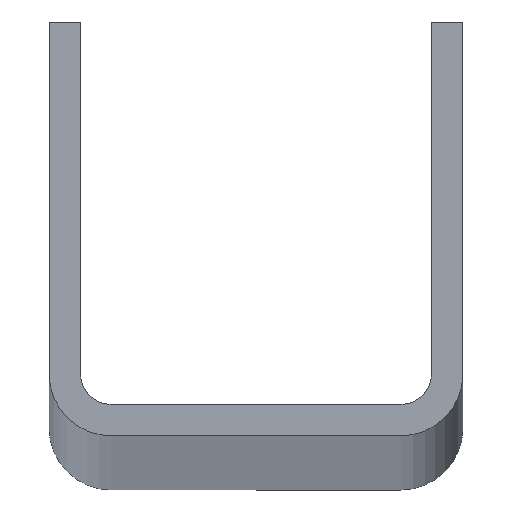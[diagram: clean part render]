
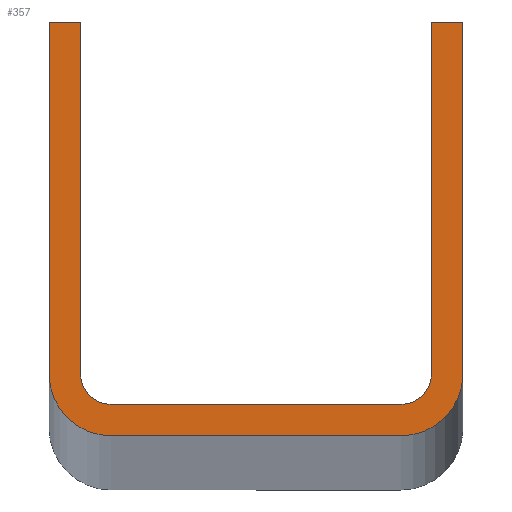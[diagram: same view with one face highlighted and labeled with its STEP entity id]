
A CAD part, top view. The second image highlights one B-rep face of the part: STEP entity #357.
In plain terms, the highlighted planar face has unit normal (0, 0, 1).
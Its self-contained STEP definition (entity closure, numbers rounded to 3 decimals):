
#7 = VERTEX_POINT ( 'NONE', #200 ) ;
#13 = CIRCLE ( 'NONE', #299, 6. ) ;
#23 = DIRECTION ( 'NONE',  ( -1., 0., 0. ) ) ;
#40 = ORIENTED_EDGE ( 'NONE', *, *, #75, .T. ) ;
#43 = VERTEX_POINT ( 'NONE', #348 ) ;
#47 = VERTEX_POINT ( 'NONE', #235 ) ;
#54 = VERTEX_POINT ( 'NONE', #237 ) ;
#58 = VERTEX_POINT ( 'NONE', #276 ) ;
#60 = PLANE ( 'NONE',  #318 ) ;
#72 = DIRECTION ( 'NONE',  ( -1., 0., 0. ) ) ;
#73 = CARTESIAN_POINT ( 'NONE',  ( 17., 40., 3000. ) ) ;
#75 = EDGE_CURVE ( 'NONE', #54, #295, #184, .T. ) ;
#79 = LINE ( 'NONE', #324, #464 ) ;
#81 = DIRECTION ( 'NONE',  ( -1., 0., 0. ) ) ;
#86 = AXIS2_PLACEMENT_3D ( 'NONE', #446, #211, #72 ) ;
#89 = VERTEX_POINT ( 'NONE', #250 ) ;
#92 = VECTOR ( 'NONE', #317, 1000. ) ;
#105 = CARTESIAN_POINT ( 'NONE',  ( -20., 40., 3000. ) ) ;
#110 = ORIENTED_EDGE ( 'NONE', *, *, #400, .T. ) ;
#115 = DIRECTION ( 'NONE',  ( 0., -1., 0. ) ) ;
#123 = ORIENTED_EDGE ( 'NONE', *, *, #316, .T. ) ;
#124 = EDGE_CURVE ( 'NONE', #89, #43, #208, .T. ) ;
#126 = DIRECTION ( 'NONE',  ( 0., 0., -1. ) ) ;
#134 = CARTESIAN_POINT ( 'NONE',  ( 14., 6., 3000. ) ) ;
#147 = LINE ( 'NONE', #255, #355 ) ;
#148 = CARTESIAN_POINT ( 'NONE',  ( -14., 6., 3000. ) ) ;
#154 = VERTEX_POINT ( 'NONE', #293 ) ;
#162 = EDGE_CURVE ( 'NONE', #179, #47, #473, .T. ) ;
#165 = VECTOR ( 'NONE', #404, 1000. ) ;
#166 = LINE ( 'NONE', #168, #92 ) ;
#168 = CARTESIAN_POINT ( 'NONE',  ( 20., 6., 3000. ) ) ;
#169 = CARTESIAN_POINT ( 'NONE',  ( 14., 0., 3000. ) ) ;
#172 = CARTESIAN_POINT ( 'NONE',  ( -14., 3., 3000. ) ) ;
#177 = DIRECTION ( 'NONE',  ( 0., 1., 0. ) ) ;
#179 = VERTEX_POINT ( 'NONE', #180 ) ;
#180 = CARTESIAN_POINT ( 'NONE',  ( -17., 40., 3000. ) ) ;
#182 = LINE ( 'NONE', #373, #291 ) ;
#184 = CIRCLE ( 'NONE', #375, 3. ) ;
#190 = VERTEX_POINT ( 'NONE', #172 ) ;
#191 = ORIENTED_EDGE ( 'NONE', *, *, #207, .T. ) ;
#200 = CARTESIAN_POINT ( 'NONE',  ( -20., 6., 3000. ) ) ;
#201 = DIRECTION ( 'NONE',  ( 0., 0., 1. ) ) ;
#202 = VECTOR ( 'NONE', #323, 1000. ) ;
#205 = FACE_OUTER_BOUND ( 'NONE', #214, .T. ) ;
#207 = EDGE_CURVE ( 'NONE', #7, #330, #435, .T. ) ;
#208 = LINE ( 'NONE', #73, #165 ) ;
#211 = DIRECTION ( 'NONE',  ( 0., 0., -1. ) ) ;
#214 = EDGE_LOOP ( 'NONE', ( #384, #332, #191, #345, #110, #298, #259, #123, #40, #423, #405, #368 ) ) ;
#215 = DIRECTION ( 'NONE',  ( 0., -1., 0. ) ) ;
#222 = AXIS2_PLACEMENT_3D ( 'NONE', #148, #287, #470 ) ;
#224 = EDGE_CURVE ( 'NONE', #330, #411, #439, .T. ) ;
#235 = CARTESIAN_POINT ( 'NONE',  ( -20., 40., 3000. ) ) ;
#237 = CARTESIAN_POINT ( 'NONE',  ( 17., 6., 3000. ) ) ;
#247 = EDGE_CURVE ( 'NONE', #190, #58, #472, .T. ) ;
#250 = CARTESIAN_POINT ( 'NONE',  ( 20., 40., 3000. ) ) ;
#255 = CARTESIAN_POINT ( 'NONE',  ( -20., 40., 3000. ) ) ;
#259 = ORIENTED_EDGE ( 'NONE', *, *, #124, .T. ) ;
#261 = LINE ( 'NONE', #410, #338 ) ;
#264 = EDGE_CURVE ( 'NONE', #47, #7, #147, .T. ) ;
#272 = DIRECTION ( 'NONE',  ( -1., 0., 0. ) ) ;
#276 = CARTESIAN_POINT ( 'NONE',  ( -17., 6., 3000. ) ) ;
#284 = CARTESIAN_POINT ( 'NONE',  ( -14., 6., 3000. ) ) ;
#287 = DIRECTION ( 'NONE',  ( 0., 0., 1. ) ) ;
#291 = VECTOR ( 'NONE', #177, 1000. ) ;
#293 = CARTESIAN_POINT ( 'NONE',  ( 20., 6., 3000. ) ) ;
#295 = VERTEX_POINT ( 'NONE', #474 ) ;
#298 = ORIENTED_EDGE ( 'NONE', *, *, #422, .T. ) ;
#299 = AXIS2_PLACEMENT_3D ( 'NONE', #134, #201, #23 ) ;
#302 = EDGE_CURVE ( 'NONE', #58, #179, #182, .T. ) ;
#316 = EDGE_CURVE ( 'NONE', #43, #54, #79, .T. ) ;
#317 = DIRECTION ( 'NONE',  ( 0., 1., 0. ) ) ;
#318 = AXIS2_PLACEMENT_3D ( 'NONE', #284, #429, #462 ) ;
#323 = DIRECTION ( 'NONE',  ( 1., 0., 0. ) ) ;
#324 = CARTESIAN_POINT ( 'NONE',  ( 17., 6., 3000. ) ) ;
#327 = EDGE_CURVE ( 'NONE', #295, #190, #261, .T. ) ;
#329 = DIRECTION ( 'NONE',  ( -1., 0., 0. ) ) ;
#330 = VERTEX_POINT ( 'NONE', #398 ) ;
#332 = ORIENTED_EDGE ( 'NONE', *, *, #264, .T. ) ;
#338 = VECTOR ( 'NONE', #81, 1000. ) ;
#345 = ORIENTED_EDGE ( 'NONE', *, *, #224, .T. ) ;
#348 = CARTESIAN_POINT ( 'NONE',  ( 17., 40., 3000. ) ) ;
#355 = VECTOR ( 'NONE', #215, 1000. ) ;
#357 = ADVANCED_FACE ( 'NONE', ( #205 ), #60, .F. ) ;
#368 = ORIENTED_EDGE ( 'NONE', *, *, #302, .T. ) ;
#373 = CARTESIAN_POINT ( 'NONE',  ( -17., 40., 3000. ) ) ;
#375 = AXIS2_PLACEMENT_3D ( 'NONE', #456, #126, #272 ) ;
#384 = ORIENTED_EDGE ( 'NONE', *, *, #162, .T. ) ;
#394 = VECTOR ( 'NONE', #329, 1000. ) ;
#398 = CARTESIAN_POINT ( 'NONE',  ( -14., 0., 3000. ) ) ;
#400 = EDGE_CURVE ( 'NONE', #411, #154, #13, .T. ) ;
#401 = CARTESIAN_POINT ( 'NONE',  ( -14., 0., 3000. ) ) ;
#404 = DIRECTION ( 'NONE',  ( -1., 0., 0. ) ) ;
#405 = ORIENTED_EDGE ( 'NONE', *, *, #247, .T. ) ;
#410 = CARTESIAN_POINT ( 'NONE',  ( -14., 3., 3000. ) ) ;
#411 = VERTEX_POINT ( 'NONE', #169 ) ;
#422 = EDGE_CURVE ( 'NONE', #154, #89, #166, .T. ) ;
#423 = ORIENTED_EDGE ( 'NONE', *, *, #327, .T. ) ;
#429 = DIRECTION ( 'NONE',  ( 0., 0., -1. ) ) ;
#435 = CIRCLE ( 'NONE', #222, 6. ) ;
#439 = LINE ( 'NONE', #401, #202 ) ;
#446 = CARTESIAN_POINT ( 'NONE',  ( -14., 6., 3000. ) ) ;
#456 = CARTESIAN_POINT ( 'NONE',  ( 14., 6., 3000. ) ) ;
#462 = DIRECTION ( 'NONE',  ( -1., 0., 0. ) ) ;
#464 = VECTOR ( 'NONE', #115, 1000. ) ;
#470 = DIRECTION ( 'NONE',  ( -1., 0., 0. ) ) ;
#472 = CIRCLE ( 'NONE', #86, 3. ) ;
#473 = LINE ( 'NONE', #105, #394 ) ;
#474 = CARTESIAN_POINT ( 'NONE',  ( 14., 3., 3000. ) ) ;
